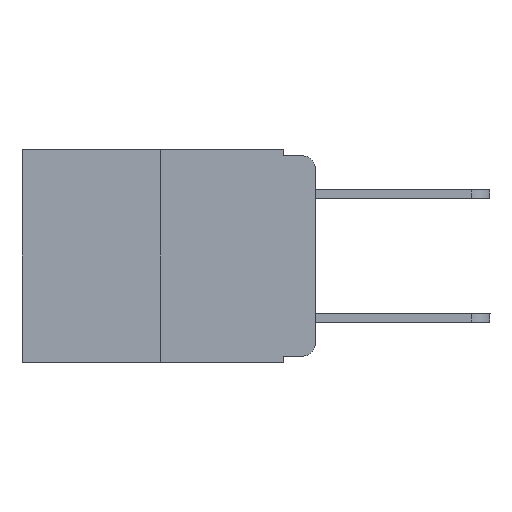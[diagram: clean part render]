
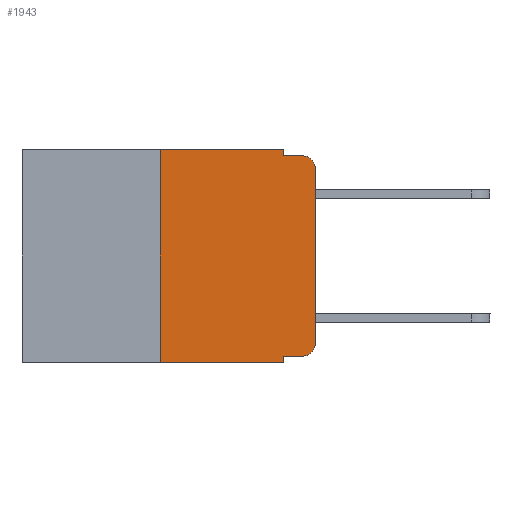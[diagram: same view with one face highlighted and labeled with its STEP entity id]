
A CAD part, left-side view. The second image highlights one B-rep face of the part: STEP entity #1943.
In plain terms, the highlighted planar face has unit normal (-1, 0, 0).
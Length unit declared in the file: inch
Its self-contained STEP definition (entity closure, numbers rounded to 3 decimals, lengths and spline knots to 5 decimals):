
#186 = EDGE_CURVE ( 'NONE', #8706, #10603, #8281, .T. ) ;
#479 = VERTEX_POINT ( 'NONE', #4028 ) ;
#579 = LINE ( 'NONE', #2543, #7601 ) ;
#1348 = CARTESIAN_POINT ( 'NONE',  ( 0., 0., -0.03 ) ) ;
#1557 = VERTEX_POINT ( 'NONE', #4400 ) ;
#1653 = CARTESIAN_POINT ( 'NONE',  ( 0., 0.02, -0.03 ) ) ;
#1943 = ADVANCED_FACE ( 'NONE', ( #17883 ), #17849, .F. ) ;
#2297 = ORIENTED_EDGE ( 'NONE', *, *, #13706, .F. ) ;
#2436 = CARTESIAN_POINT ( 'NONE',  ( 0., 0.473, 0. ) ) ;
#2477 = DIRECTION ( 'NONE',  ( 0., -1., 0. ) ) ;
#2543 = CARTESIAN_POINT ( 'NONE',  ( 0., 0.25, 0. ) ) ;
#2578 = LINE ( 'NONE', #10551, #14032 ) ;
#3609 = VECTOR ( 'NONE', #12389, 39.37008 ) ;
#3610 = EDGE_CURVE ( 'NONE', #10603, #479, #11915, .T. ) ;
#3686 = CARTESIAN_POINT ( 'NONE',  ( 0., 0.25, 0. ) ) ;
#3921 = EDGE_CURVE ( 'NONE', #4220, #8189, #11708, .T. ) ;
#4028 = CARTESIAN_POINT ( 'NONE',  ( 0., 0.051, -0.01 ) ) ;
#4170 = DIRECTION ( 'NONE',  ( 0., -1., 0. ) ) ;
#4220 = VERTEX_POINT ( 'NONE', #10943 ) ;
#4392 = CARTESIAN_POINT ( 'NONE',  ( 0., 0.051, -0.343 ) ) ;
#4400 = CARTESIAN_POINT ( 'NONE',  ( 0., 0.02, -0.01 ) ) ;
#4564 = VECTOR ( 'NONE', #4170, 39.37008 ) ;
#4853 = VECTOR ( 'NONE', #2477, 39.37008 ) ;
#4950 = CIRCLE ( 'NONE', #17582, 0.02 ) ;
#4993 = ORIENTED_EDGE ( 'NONE', *, *, #13294, .T. ) ;
#5118 = DIRECTION ( 'NONE',  ( 1., 0., 0. ) ) ;
#5315 = DIRECTION ( 'NONE',  ( 0., 0., -1. ) ) ;
#5541 = VECTOR ( 'NONE', #18027, 39.37008 ) ;
#5554 = EDGE_CURVE ( 'NONE', #479, #1557, #16545, .T. ) ;
#5742 = ORIENTED_EDGE ( 'NONE', *, *, #15708, .T. ) ;
#5919 = DIRECTION ( 'NONE',  ( 0., -1., 0. ) ) ;
#6192 = AXIS2_PLACEMENT_3D ( 'NONE', #2436, #5118, #7870 ) ;
#6719 = LINE ( 'NONE', #14680, #15557 ) ;
#6865 = ORIENTED_EDGE ( 'NONE', *, *, #3921, .T. ) ;
#6979 = CARTESIAN_POINT ( 'NONE',  ( 0., 0.473, 0. ) ) ;
#7235 = EDGE_LOOP ( 'NONE', ( #5742, #4993, #16902, #12222, #7248, #16939, #6865, #2297, #14339, #9192 ) ) ;
#7248 = ORIENTED_EDGE ( 'NONE', *, *, #186, .F. ) ;
#7436 = CARTESIAN_POINT ( 'NONE',  ( 0., 0.473, -0.343 ) ) ;
#7601 = VECTOR ( 'NONE', #12371, 39.37008 ) ;
#7853 = AXIS2_PLACEMENT_3D ( 'NONE', #1653, #17316, #8879 ) ;
#7870 = DIRECTION ( 'NONE',  ( 0., 0., -1. ) ) ;
#7929 = EDGE_CURVE ( 'NONE', #12790, #15142, #6719, .T. ) ;
#8077 = DIRECTION ( 'NONE',  ( -1., 0., 0. ) ) ;
#8189 = VERTEX_POINT ( 'NONE', #4392 ) ;
#8190 = CARTESIAN_POINT ( 'NONE',  ( 0., 0.051, 0. ) ) ;
#8281 = LINE ( 'NONE', #6979, #4564 ) ;
#8361 = EDGE_CURVE ( 'NONE', #15142, #10506, #4950, .T. ) ;
#8706 = VERTEX_POINT ( 'NONE', #3686 ) ;
#8879 = DIRECTION ( 'NONE',  ( 0., 0., -1. ) ) ;
#9192 = ORIENTED_EDGE ( 'NONE', *, *, #8361, .T. ) ;
#9378 = DIRECTION ( 'NONE',  ( 0., 0., -1. ) ) ;
#9424 = CARTESIAN_POINT ( 'NONE',  ( 0., 0.02, -0.313 ) ) ;
#9534 = LINE ( 'NONE', #9788, #3609 ) ;
#9788 = CARTESIAN_POINT ( 'NONE',  ( 0., 0., 0. ) ) ;
#10506 = VERTEX_POINT ( 'NONE', #17540 ) ;
#10551 = CARTESIAN_POINT ( 'NONE',  ( 0., 0.051, 0. ) ) ;
#10603 = VERTEX_POINT ( 'NONE', #16649 ) ;
#10705 = CIRCLE ( 'NONE', #7853, 0.02 ) ;
#10943 = CARTESIAN_POINT ( 'NONE',  ( 0., 0.25, -0.343 ) ) ;
#11708 = LINE ( 'NONE', #7436, #18084 ) ;
#11915 = LINE ( 'NONE', #8190, #5541 ) ;
#12222 = ORIENTED_EDGE ( 'NONE', *, *, #3610, .F. ) ;
#12307 = DIRECTION ( 'NONE',  ( 0., -1., 0. ) ) ;
#12371 = DIRECTION ( 'NONE',  ( 0., 0., 1. ) ) ;
#12389 = DIRECTION ( 'NONE',  ( 0., 0., 1. ) ) ;
#12420 = CARTESIAN_POINT ( 'NONE',  ( 0., 0.051, -0.01 ) ) ;
#12790 = VERTEX_POINT ( 'NONE', #15231 ) ;
#13174 = VERTEX_POINT ( 'NONE', #1348 ) ;
#13294 = EDGE_CURVE ( 'NONE', #13174, #1557, #10705, .T. ) ;
#13706 = EDGE_CURVE ( 'NONE', #12790, #8189, #2578, .T. ) ;
#14032 = VECTOR ( 'NONE', #9378, 39.37008 ) ;
#14339 = ORIENTED_EDGE ( 'NONE', *, *, #7929, .T. ) ;
#14680 = CARTESIAN_POINT ( 'NONE',  ( 0., 0.051, -0.333 ) ) ;
#15142 = VERTEX_POINT ( 'NONE', #16733 ) ;
#15231 = CARTESIAN_POINT ( 'NONE',  ( 0., 0.051, -0.333 ) ) ;
#15557 = VECTOR ( 'NONE', #12307, 39.37008 ) ;
#15708 = EDGE_CURVE ( 'NONE', #10506, #13174, #9534, .T. ) ;
#16420 = EDGE_CURVE ( 'NONE', #4220, #8706, #579, .T. ) ;
#16545 = LINE ( 'NONE', #12420, #4853 ) ;
#16649 = CARTESIAN_POINT ( 'NONE',  ( 0., 0.051, 0. ) ) ;
#16733 = CARTESIAN_POINT ( 'NONE',  ( 0., 0.02, -0.333 ) ) ;
#16902 = ORIENTED_EDGE ( 'NONE', *, *, #5554, .F. ) ;
#16939 = ORIENTED_EDGE ( 'NONE', *, *, #16420, .F. ) ;
#17316 = DIRECTION ( 'NONE',  ( -1., 0., 0. ) ) ;
#17540 = CARTESIAN_POINT ( 'NONE',  ( 0., 0., -0.313 ) ) ;
#17582 = AXIS2_PLACEMENT_3D ( 'NONE', #9424, #8077, #5315 ) ;
#17849 = PLANE ( 'NONE',  #6192 ) ;
#17883 = FACE_OUTER_BOUND ( 'NONE', #7235, .T. ) ;
#18027 = DIRECTION ( 'NONE',  ( 0., 0., -1. ) ) ;
#18084 = VECTOR ( 'NONE', #5919, 39.37008 ) ;
